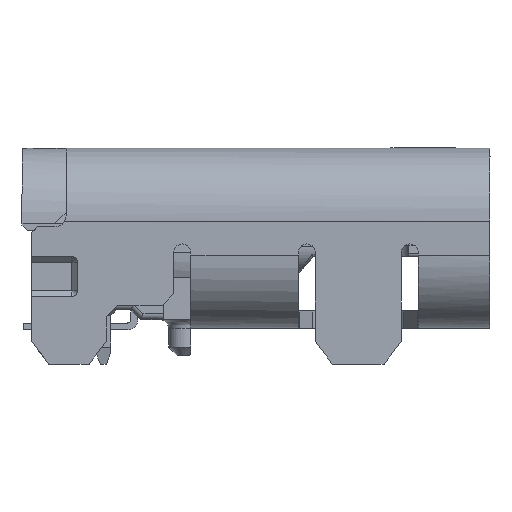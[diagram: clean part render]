
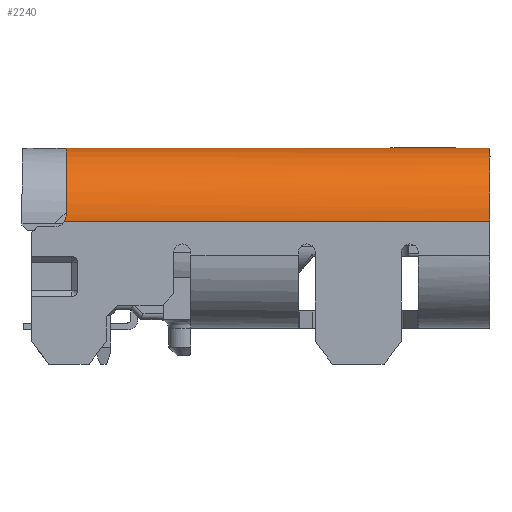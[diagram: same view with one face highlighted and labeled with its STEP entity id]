
A CAD part, left-side view. The second image highlights one B-rep face of the part: STEP entity #2240.
In plain terms, the highlighted cylindrical face has radius 1.27 mm (diameter 2.54 mm), a partial arc.
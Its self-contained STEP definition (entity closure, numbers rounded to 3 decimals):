
#520 = ORIENTED_EDGE ( 'NONE', *, *, #10096, .T. ) ;
#800 = AXIS2_PLACEMENT_3D ( 'NONE', #7628, #1583, #35596 ) ;
#1341 = VERTEX_POINT ( 'NONE', #16230 ) ;
#1583 = DIRECTION ( 'NONE',  ( 0., 1., 0. ) ) ;
#1702 = CARTESIAN_POINT ( 'NONE',  ( -4.467, 2.7, 0.39 ) ) ;
#2076 = VERTEX_POINT ( 'NONE', #2578 ) ;
#2240 = ADVANCED_FACE ( 'NONE', ( #33026 ), #18635, .T. ) ;
#2497 = EDGE_CURVE ( 'NONE', #23963, #37524, #29882, .T. ) ;
#2541 = VERTEX_POINT ( 'NONE', #26286 ) ;
#2578 = CARTESIAN_POINT ( 'NONE',  ( -3.2, 2.7, 1.57 ) ) ;
#3049 = DIRECTION ( 'NONE',  ( 0., -1., 0. ) ) ;
#5165 = CARTESIAN_POINT ( 'NONE',  ( -4.468, 2.702, 0.37 ) ) ;
#5404 = CARTESIAN_POINT ( 'NONE',  ( -4.469, 2.708, 0.343 ) ) ;
#5652 = LINE ( 'NONE', #37306, #37845 ) ;
#7628 = CARTESIAN_POINT ( 'NONE',  ( -3.2, -23.577, 0.3 ) ) ;
#7930 = CARTESIAN_POINT ( 'NONE',  ( -4.47, 2.727, 0.3 ) ) ;
#10096 = EDGE_CURVE ( 'NONE', #2541, #1341, #31911, .T. ) ;
#10894 = CARTESIAN_POINT ( 'NONE',  ( -3.2, 2.7, 0.3 ) ) ;
#12095 = CARTESIAN_POINT ( 'NONE',  ( -4.469, 2.703, 0.361 ) ) ;
#12882 = CARTESIAN_POINT ( 'NONE',  ( -4.47, -23.577, 0.3 ) ) ;
#15053 = AXIS2_PLACEMENT_3D ( 'NONE', #29409, #37673, #30092 ) ;
#16230 = CARTESIAN_POINT ( 'NONE',  ( -3.2, -4.7, 1.57 ) ) ;
#18635 = CYLINDRICAL_SURFACE ( 'NONE', #800, 1.27 ) ;
#19179 = CARTESIAN_POINT ( 'NONE',  ( -4.47, 2.719, 0.314 ) ) ;
#19430 = CARTESIAN_POINT ( 'NONE',  ( -4.47, 2.727, 0.3 ) ) ;
#20193 = ORIENTED_EDGE ( 'NONE', *, *, #29389, .T. ) ;
#23051 = CIRCLE ( 'NONE', #36914, 1.27 ) ;
#23963 = VERTEX_POINT ( 'NONE', #28958 ) ;
#25197 = EDGE_CURVE ( 'NONE', #2076, #23963, #23051, .T. ) ;
#25592 = CARTESIAN_POINT ( 'NONE',  ( -4.469, 2.705, 0.352 ) ) ;
#25832 = CARTESIAN_POINT ( 'NONE',  ( -4.466, 2.7, 0.4 ) ) ;
#26286 = CARTESIAN_POINT ( 'NONE',  ( -4.47, -4.7, 0.3 ) ) ;
#27887 = ORIENTED_EDGE ( 'NONE', *, *, #2497, .T. ) ;
#28958 = CARTESIAN_POINT ( 'NONE',  ( -4.466, 2.7, 0.4 ) ) ;
#29276 = CARTESIAN_POINT ( 'NONE',  ( -4.468, 2.701, 0.38 ) ) ;
#29389 = EDGE_CURVE ( 'NONE', #37524, #2541, #30293, .T. ) ;
#29409 = CARTESIAN_POINT ( 'NONE',  ( -3.2, -4.7, 0.3 ) ) ;
#29751 = EDGE_LOOP ( 'NONE', ( #520, #33015, #36173, #27887, #20193 ) ) ;
#29882 = B_SPLINE_CURVE_WITH_KNOTS ( 'NONE', 3,
 ( #25832, #1702, #29276, #5165, #12095, #25592, #5404, #39805, #19179, #19430 ),
 .UNSPECIFIED., .F., .F.,
 ( 4, 3, 3, 4 ),
 ( 0., 0., 0., 0. ),
 .UNSPECIFIED. ) ;
#29970 = DIRECTION ( 'NONE',  ( 0., -1., 0. ) ) ;
#30092 = DIRECTION ( 'NONE',  ( -1., 0., 0. ) ) ;
#30293 = LINE ( 'NONE', #12882, #30540 ) ;
#30537 = DIRECTION ( 'NONE',  ( 0., -1., 0. ) ) ;
#30540 = VECTOR ( 'NONE', #30537, 1000. ) ;
#31911 = CIRCLE ( 'NONE', #15053, 1.27 ) ;
#33015 = ORIENTED_EDGE ( 'NONE', *, *, #37329, .F. ) ;
#33026 = FACE_OUTER_BOUND ( 'NONE', #29751, .T. ) ;
#35400 = DIRECTION ( 'NONE',  ( -1., 0., 0. ) ) ;
#35596 = DIRECTION ( 'NONE',  ( -1., 0., 0. ) ) ;
#36173 = ORIENTED_EDGE ( 'NONE', *, *, #25197, .T. ) ;
#36914 = AXIS2_PLACEMENT_3D ( 'NONE', #10894, #3049, #35400 ) ;
#37306 = CARTESIAN_POINT ( 'NONE',  ( -3.2, 3.3, 1.57 ) ) ;
#37329 = EDGE_CURVE ( 'NONE', #2076, #1341, #5652, .T. ) ;
#37524 = VERTEX_POINT ( 'NONE', #7930 ) ;
#37673 = DIRECTION ( 'NONE',  ( 0., 1., 0. ) ) ;
#37845 = VECTOR ( 'NONE', #29970, 1000. ) ;
#39805 = CARTESIAN_POINT ( 'NONE',  ( -4.47, 2.712, 0.328 ) ) ;
